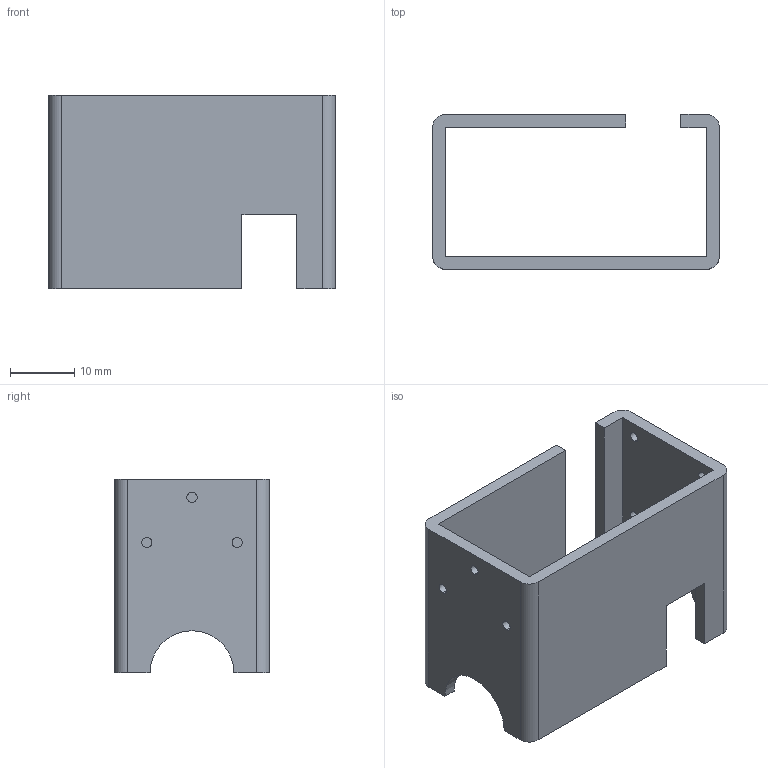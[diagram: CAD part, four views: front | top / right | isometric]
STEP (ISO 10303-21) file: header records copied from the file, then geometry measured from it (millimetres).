
FILE_DESCRIPTION (( 'STEP AP203' ), '1' );
FILE_NAME ('thigh.sldasm-Part-1_默认_sldprt.STEP', '2018-02-02T07:13:13', ( '' ), ( '' ), 'SwSTEP 2.0', 'SolidWorks 2014', '' );
FILE_SCHEMA (( 'CONFIG_CONTROL_DESIGN' ));
Length unit declared in the file: millimetre
Products named in the file (1): thigh.sldasm-Part-1_默认_sldprt
Bounding box: 44.5 x 24 x 30 mm (x, y, z)
Volume: 6638.6 mm3; surface area: 7378.9 mm2
Topology: 1 solids, 1 shells, 40 faces, 114 edges, 76 vertices
Faces by surface type: cylinder 20, plane 20
Entity records: 1423 total; most frequent: DIRECTION 236, CARTESIAN_POINT 231, ORIENTED_EDGE 228, EDGE_CURVE 114, AXIS2_PLACEMENT_3D 81, VERTEX_POINT 76, VECTOR 74, LINE 74
